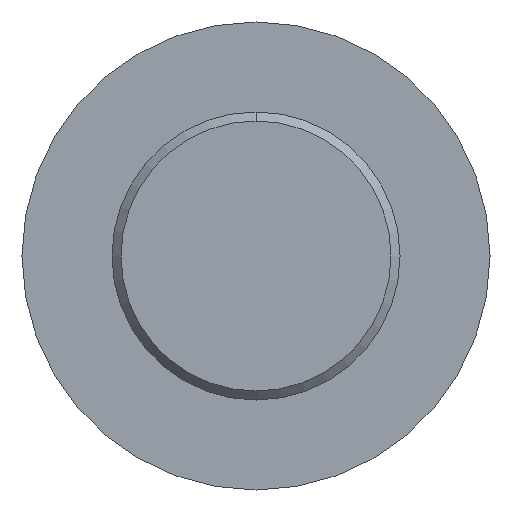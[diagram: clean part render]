
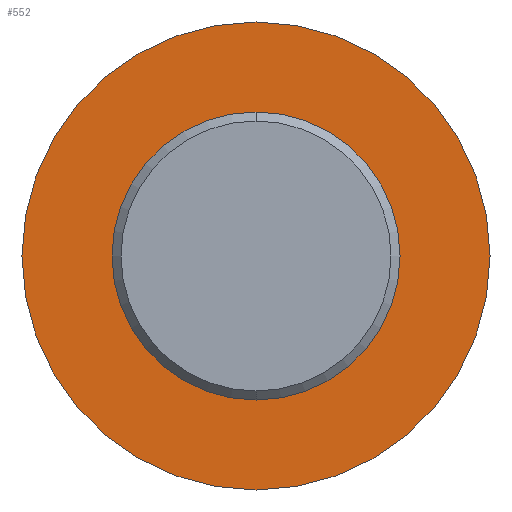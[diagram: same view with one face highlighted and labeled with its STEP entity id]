
A CAD part, front view. The second image highlights one B-rep face of the part: STEP entity #552.
In plain terms, the highlighted planar face has unit normal (0, -1, 0).
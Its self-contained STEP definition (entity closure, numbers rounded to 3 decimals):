
#50 = EDGE_CURVE ( 'NONE', #250, #308, #227, .T. ) ;
#55 = EDGE_CURVE ( 'NONE', #373, #288, #254, .T. ) ;
#56 = EDGE_CURVE ( 'NONE', #288, #373, #564, .T. ) ;
#65 = EDGE_CURVE ( 'NONE', #308, #250, #136, .T. ) ;
#76 = AXIS2_PLACEMENT_3D ( 'NONE', #481, #480, #479 ) ;
#79 = AXIS2_PLACEMENT_3D ( 'NONE', #466, #465, #464 ) ;
#80 = AXIS2_PLACEMENT_3D ( 'NONE', #461, #460, #459 ) ;
#83 = AXIS2_PLACEMENT_3D ( 'NONE', #434, #433, #432 ) ;
#99 = AXIS2_PLACEMENT_3D ( 'NONE', #226, #224, #230 ) ;
#136 = CIRCLE ( 'NONE', #83, 4. ) ;
#168 = FACE_OUTER_BOUND ( 'NONE', #251, .T. ) ;
#171 = FACE_BOUND ( 'NONE', #371, .T. ) ;
#224 = DIRECTION ( 'NONE',  ( 0., 1., 0. ) ) ;
#225 = PLANE ( 'NONE',  #99 ) ;
#226 = CARTESIAN_POINT ( 'NONE',  ( 0., 0., 0. ) ) ;
#227 = CIRCLE ( 'NONE', #76, 4. ) ;
#230 = DIRECTION ( 'NONE',  ( 0., 0., 1. ) ) ;
#250 = VERTEX_POINT ( 'NONE', #415 ) ;
#251 = EDGE_LOOP ( 'NONE', ( #350, #343 ) ) ;
#254 = CIRCLE ( 'NONE', #79, 6.5 ) ;
#284 = ORIENTED_EDGE ( 'NONE', *, *, #65, .F. ) ;
#288 = VERTEX_POINT ( 'NONE', #414 ) ;
#308 = VERTEX_POINT ( 'NONE', #404 ) ;
#342 = ORIENTED_EDGE ( 'NONE', *, *, #50, .F. ) ;
#343 = ORIENTED_EDGE ( 'NONE', *, *, #55, .F. ) ;
#350 = ORIENTED_EDGE ( 'NONE', *, *, #56, .F. ) ;
#371 = EDGE_LOOP ( 'NONE', ( #342, #284 ) ) ;
#373 = VERTEX_POINT ( 'NONE', #396 ) ;
#396 = CARTESIAN_POINT ( 'NONE',  ( 0., 0., 6.5 ) ) ;
#404 = CARTESIAN_POINT ( 'NONE',  ( 0., 0., -4. ) ) ;
#414 = CARTESIAN_POINT ( 'NONE',  ( 0., 0., -6.5 ) ) ;
#415 = CARTESIAN_POINT ( 'NONE',  ( 0., 0., 4. ) ) ;
#432 = DIRECTION ( 'NONE',  ( 0., 0., 1. ) ) ;
#433 = DIRECTION ( 'NONE',  ( 0., -1., 0. ) ) ;
#434 = CARTESIAN_POINT ( 'NONE',  ( 0., 0., 0. ) ) ;
#459 = DIRECTION ( 'NONE',  ( 0., 0., 1. ) ) ;
#460 = DIRECTION ( 'NONE',  ( 0., 1., 0. ) ) ;
#461 = CARTESIAN_POINT ( 'NONE',  ( 0., 0., 0. ) ) ;
#464 = DIRECTION ( 'NONE',  ( 0., 0., 1. ) ) ;
#465 = DIRECTION ( 'NONE',  ( 0., 1., 0. ) ) ;
#466 = CARTESIAN_POINT ( 'NONE',  ( 0., 0., 0. ) ) ;
#479 = DIRECTION ( 'NONE',  ( 0., 0., 1. ) ) ;
#480 = DIRECTION ( 'NONE',  ( 0., -1., 0. ) ) ;
#481 = CARTESIAN_POINT ( 'NONE',  ( 0., 0., 0. ) ) ;
#552 = ADVANCED_FACE ( 'NONE', ( #168, #171 ), #225, .F. ) ;
#564 = CIRCLE ( 'NONE', #80, 6.5 ) ;
